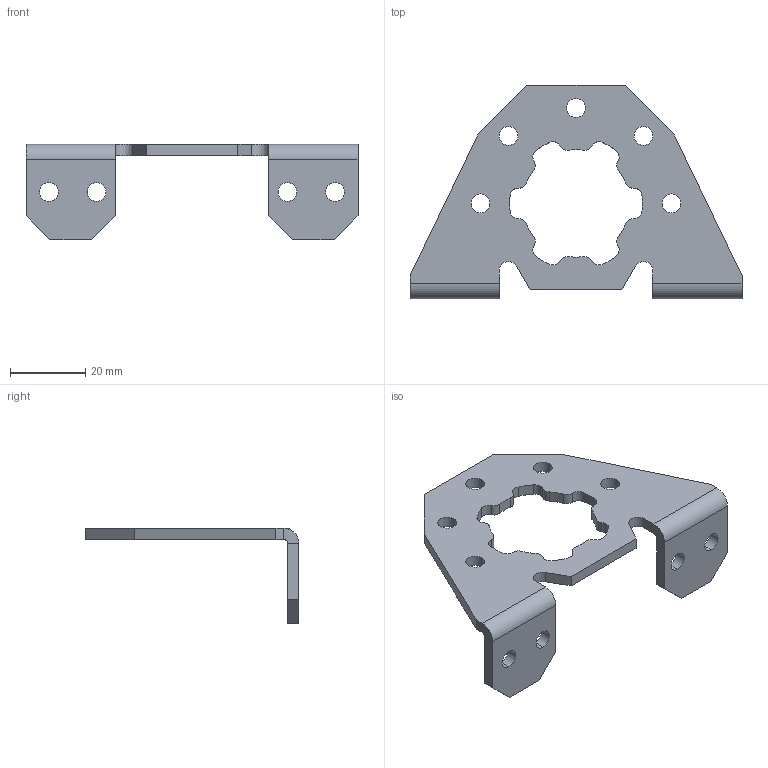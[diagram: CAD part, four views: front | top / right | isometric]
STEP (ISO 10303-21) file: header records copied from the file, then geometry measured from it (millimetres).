
FILE_DESCRIPTION (( 'STEP AP203' ), '1' );
FILE_NAME ('REV-21-2361.STEP', '2024-12-12T20:59:59', ( '' ), ( '' ), 'SwSTEP 2.0', 'SolidWorks 2022', '' );
FILE_SCHEMA (( 'CONFIG_CONTROL_DESIGN' ));
Length unit declared in the file: inch
Products named in the file (1): REV-21-2361
Bounding box: 88.39 x 56.9 x 25.4 mm (x, y, z)
Volume: 10392.2 mm3; surface area: 8740.2 mm2
Topology: 1 solids, 1 shells, 93 faces, 265 edges, 174 vertices
Faces by surface type: cylinder 65, plane 28
Entity records: 3204 total; most frequent: DIRECTION 583, CARTESIAN_POINT 533, ORIENTED_EDGE 530, EDGE_CURVE 265, AXIS2_PLACEMENT_3D 224, VERTEX_POINT 174, LINE 135, VECTOR 135
